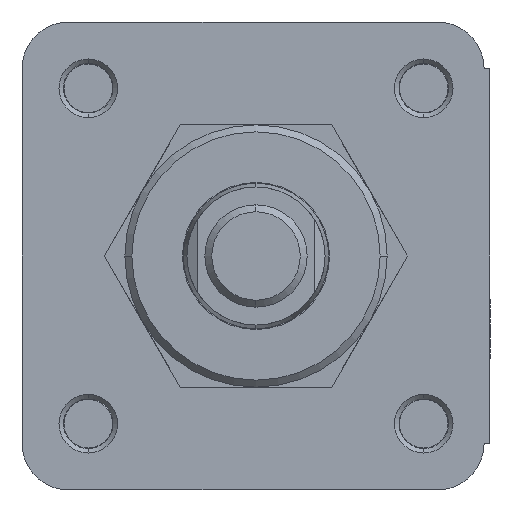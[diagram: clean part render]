
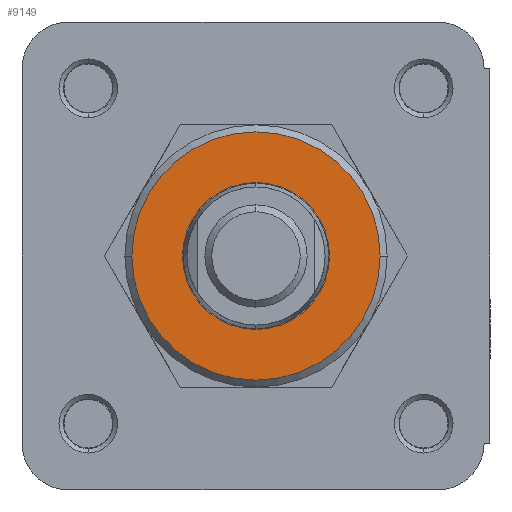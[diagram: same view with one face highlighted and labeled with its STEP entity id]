
A CAD part, left-side view. The second image highlights one B-rep face of the part: STEP entity #9149.
In plain terms, the highlighted planar face has unit normal (-1, 0, 0).
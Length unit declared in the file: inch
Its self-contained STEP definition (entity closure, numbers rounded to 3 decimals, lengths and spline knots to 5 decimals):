
#364 = CARTESIAN_POINT ( 'NONE',  ( -0.615, 0., 0. ) ) ;
#643 = CARTESIAN_POINT ( 'NONE',  ( -0.615, 0., 0. ) ) ;
#995 = AXIS2_PLACEMENT_3D ( 'NONE', #4584, #12604, #5731 ) ;
#1513 = CIRCLE ( 'NONE', #995, 0.314 ) ;
#1553 = DIRECTION ( 'NONE',  ( 0., 0., -1. ) ) ;
#1795 = ORIENTED_EDGE ( 'NONE', *, *, #8737, .T. ) ;
#1841 = DIRECTION ( 'NONE',  ( 0., 0., -1. ) ) ;
#2421 = VERTEX_POINT ( 'NONE', #10250 ) ;
#2486 = AXIS2_PLACEMENT_3D ( 'NONE', #643, #8735, #1841 ) ;
#2552 = FACE_OUTER_BOUND ( 'NONE', #10796, .T. ) ;
#3856 = CIRCLE ( 'NONE', #14340, 0.314 ) ;
#4003 = ORIENTED_EDGE ( 'NONE', *, *, #14835, .F. ) ;
#4018 = DIRECTION ( 'NONE',  ( 1., 0., 0. ) ) ;
#4422 = AXIS2_PLACEMENT_3D ( 'NONE', #6276, #14335, #7437 ) ;
#4451 = CIRCLE ( 'NONE', #14971, 0.5305 ) ;
#4584 = CARTESIAN_POINT ( 'NONE',  ( -0.615, 0., 0. ) ) ;
#5731 = DIRECTION ( 'NONE',  ( 0., 0., -1. ) ) ;
#6254 = EDGE_CURVE ( 'NONE', #2421, #6320, #4451, .T. ) ;
#6276 = CARTESIAN_POINT ( 'NONE',  ( -0.615, 0., 0. ) ) ;
#6320 = VERTEX_POINT ( 'NONE', #12140 ) ;
#7310 = VERTEX_POINT ( 'NONE', #13835 ) ;
#7437 = DIRECTION ( 'NONE',  ( 0., 1., 0. ) ) ;
#8462 = DIRECTION ( 'NONE',  ( 1., 0., 0. ) ) ;
#8528 = PLANE ( 'NONE',  #2486 ) ;
#8679 = FACE_BOUND ( 'NONE', #13630, .T. ) ;
#8735 = DIRECTION ( 'NONE',  ( 1., 0., 0. ) ) ;
#8737 = EDGE_CURVE ( 'NONE', #11114, #7310, #1513, .T. ) ;
#9149 = ADVANCED_FACE ( 'NONE', ( #8679, #2552 ), #8528, .F. ) ;
#10149 = ORIENTED_EDGE ( 'NONE', *, *, #6254, .F. ) ;
#10250 = CARTESIAN_POINT ( 'NONE',  ( -0.615, 0.5305, 0. ) ) ;
#10796 = EDGE_LOOP ( 'NONE', ( #10149, #4003 ) ) ;
#10837 = CIRCLE ( 'NONE', #4422, 0.5305 ) ;
#10893 = CARTESIAN_POINT ( 'NONE',  ( -0.615, 0., 0. ) ) ;
#10898 = CARTESIAN_POINT ( 'NONE',  ( -0.615, 0., -0.314 ) ) ;
#11114 = VERTEX_POINT ( 'NONE', #10898 ) ;
#12045 = DIRECTION ( 'NONE',  ( 0., 1., 0. ) ) ;
#12140 = CARTESIAN_POINT ( 'NONE',  ( -0.615, -0.5305, 0. ) ) ;
#12485 = ORIENTED_EDGE ( 'NONE', *, *, #14088, .T. ) ;
#12604 = DIRECTION ( 'NONE',  ( 1., 0., 0. ) ) ;
#13630 = EDGE_LOOP ( 'NONE', ( #1795, #12485 ) ) ;
#13835 = CARTESIAN_POINT ( 'NONE',  ( -0.615, 0., 0.314 ) ) ;
#14088 = EDGE_CURVE ( 'NONE', #7310, #11114, #3856, .T. ) ;
#14335 = DIRECTION ( 'NONE',  ( 1., 0., 0. ) ) ;
#14340 = AXIS2_PLACEMENT_3D ( 'NONE', #364, #8462, #1553 ) ;
#14835 = EDGE_CURVE ( 'NONE', #6320, #2421, #10837, .T. ) ;
#14971 = AXIS2_PLACEMENT_3D ( 'NONE', #10893, #4018, #12045 ) ;
